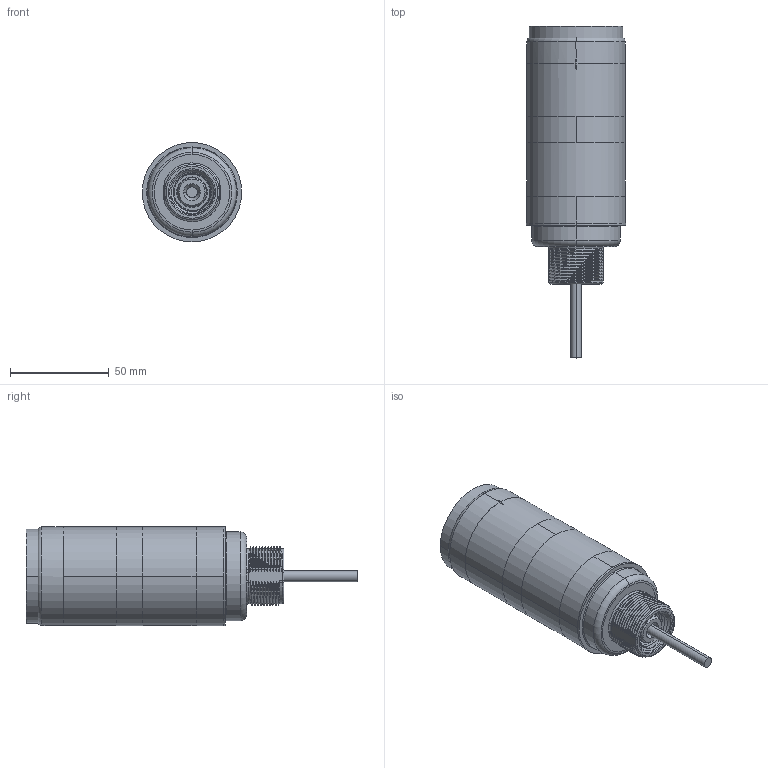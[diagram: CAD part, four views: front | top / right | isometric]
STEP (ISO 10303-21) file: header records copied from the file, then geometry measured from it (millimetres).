
FILE_DESCRIPTION((''),'2;1');
FILE_NAME('212912_ASM','2019-07-25T11:34:20',('pdmadmin'),('BANNER ENGINEERING'),'CREO PARAMETRIC BY PTC INC, 2018300','CREO PARAMETRIC BY PTC INC, 2018300','');
FILE_SCHEMA(('CONFIG_CONTROL_DESIGN'));
Products named in the file (6): 212350; 32626; CABLE_215; 212359; 212363; 212912_ASM
Assembly tree (5 placements, depth 2):
  212912_ASM
    212350
    32626
    CABLE_215
    212359
    212363
Bounding box: 50.5 x 168.45 x 50.75 mm (x, y, z)
Volume: 68809.9 mm3; surface area: 65531.7 mm2
Topology: 5 solids, 10 shells, 987 faces, 2408 edges, 1455 vertices
Faces by surface type: cylinder 305, bspline 256, plane 209, torus 110, cone 54, sphere 49, extrusion 4
Entity records: 57676 total; most frequent: CARTESIAN_POINT 36304, ORIENTED_EDGE 4794, DIRECTION 3993, EDGE_CURVE 2406, AXIS2_PLACEMENT_3D 1657, VERTEX_POINT 1455, EDGE_LOOP 1018, FACE_OUTER_BOUND 987
